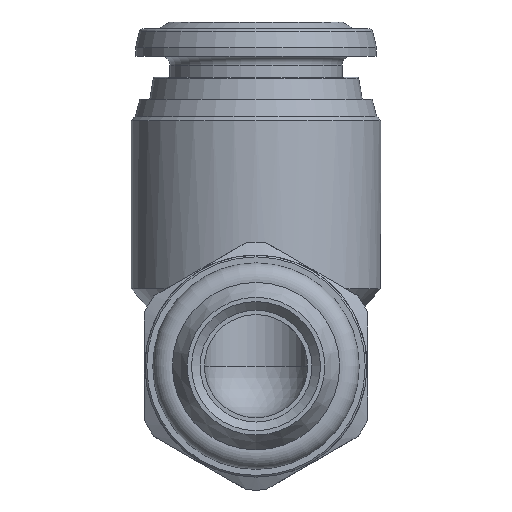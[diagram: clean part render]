
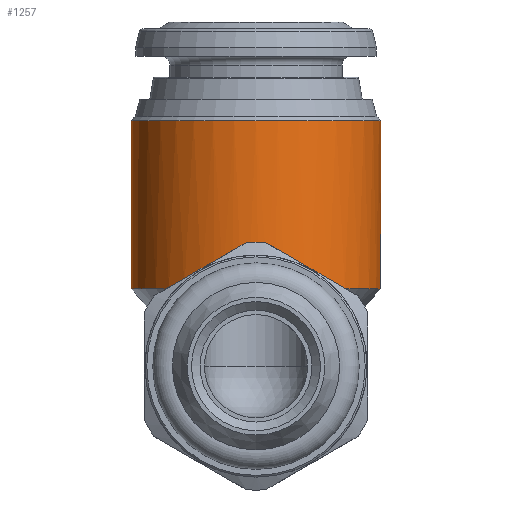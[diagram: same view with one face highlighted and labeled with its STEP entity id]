
A CAD part, front view. The second image highlights one B-rep face of the part: STEP entity #1257.
In plain terms, the highlighted cylindrical face has radius 7.25 mm (diameter 14.5 mm), a full revolution.
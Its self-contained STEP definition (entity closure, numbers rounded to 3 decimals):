
#62=B_SPLINE_CURVE_WITH_KNOTS('',3,(#1731,#1732,#1733,#1734,#1735,#1736,
#1737),.UNSPECIFIED.,.F.,.F.,(4,1,1,1,4),(0.,0.002,0.003,
0.005,0.007),.UNSPECIFIED.);
#132=CIRCLE('',#1314,7.25);
#161=CIRCLE('',#1369,7.25);
#303=ORIENTED_EDGE('',*,*,#405,.T.);
#304=ORIENTED_EDGE('',*,*,#413,.F.);
#305=ORIENTED_EDGE('',*,*,#475,.T.);
#405=EDGE_CURVE('',#510,#509,#62,.T.);
#413=EDGE_CURVE('',#510,#509,#132,.T.);
#475=EDGE_CURVE('',#555,#555,#161,.T.);
#509=VERTEX_POINT('',#1730);
#510=VERTEX_POINT('',#1738);
#555=VERTEX_POINT('',#1944);
#620=EDGE_LOOP('',(#303,#304));
#621=EDGE_LOOP('',(#305));
#717=FACE_BOUND('',#620,.T.);
#718=FACE_BOUND('',#621,.T.);
#786=CYLINDRICAL_SURFACE('',#1368,7.25);
#1257=ADVANCED_FACE('',(#717,#718),#786,.T.);
#1314=AXIS2_PLACEMENT_3D('',#1755,#1465,#1466);
#1368=AXIS2_PLACEMENT_3D('',#1942,#1588,#1589);
#1369=AXIS2_PLACEMENT_3D('',#1943,#1590,#1591);
#1465=DIRECTION('',(0.,0.,-1.));
#1466=DIRECTION('',(-1.,0.,0.));
#1588=DIRECTION('',(0.,0.,-1.));
#1589=DIRECTION('',(-1.,0.,0.));
#1590=DIRECTION('',(0.,0.,-1.));
#1591=DIRECTION('',(-1.,0.,0.));
#1730=CARTESIAN_POINT('',(3.162,16.476,4.5));
#1731=CARTESIAN_POINT('',(-3.162,16.476,4.5));
#1732=CARTESIAN_POINT('',(-2.72,16.262,4.811));
#1733=CARTESIAN_POINT('',(-1.732,15.894,5.312));
#1734=CARTESIAN_POINT('',(-0.006,15.678,5.594));
#1735=CARTESIAN_POINT('',(1.728,15.893,5.314));
#1736=CARTESIAN_POINT('',(2.719,16.261,4.811));
#1737=CARTESIAN_POINT('',(3.162,16.476,4.5));
#1738=CARTESIAN_POINT('',(-3.162,16.476,4.5));
#1755=CARTESIAN_POINT('',(0.,23.,4.5));
#1942=CARTESIAN_POINT('',(0.,23.,0.));
#1943=CARTESIAN_POINT('',(0.,23.,14.268));
#1944=CARTESIAN_POINT('',(-7.25,23.,14.268));
